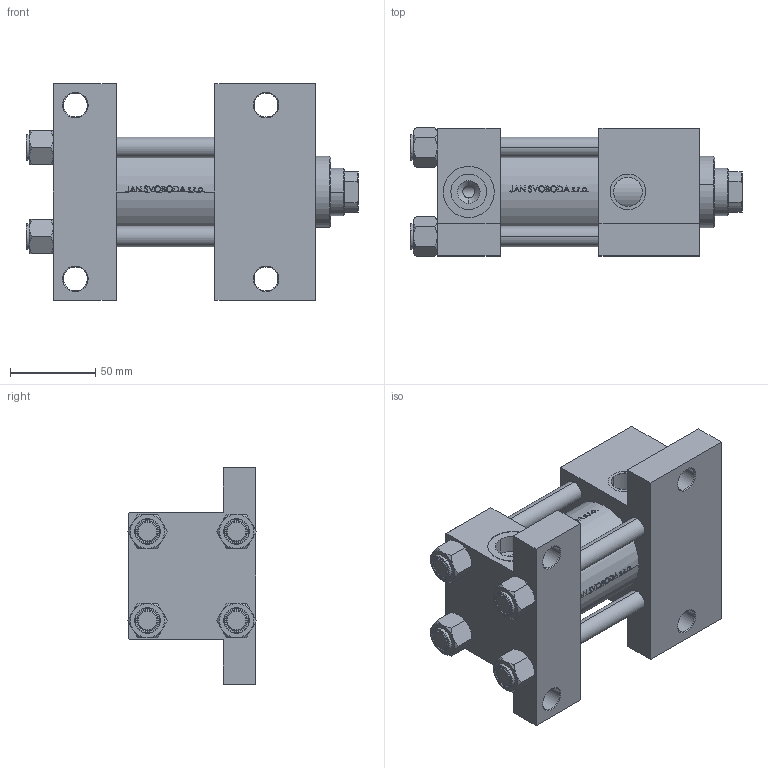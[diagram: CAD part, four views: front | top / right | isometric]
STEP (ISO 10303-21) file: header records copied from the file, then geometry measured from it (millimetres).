
FILE_DESCRIPTION (( 'STEP AP203' ), '1' );
FILE_NAME ('a2b9.STEP', '2022-06-13T12:16:04', ( '' ), ( '' ), 'SwSTEP 2.0', 'SolidWorks 2019', '' );
FILE_SCHEMA (( 'CONFIG_CONTROL_DESIGN' ));
Length unit declared in the file: millimetre
Products named in the file (6): V215CD_G_TYCINKA 321db7f3053b32e61389af53bf3aa063; V215CD_G_Body 321db7f3053b32e61389af53bf3aa063; V215CD_NUT_M5_G 321db7f3053b32e61389af53bf3aa063; V215CD_VC_G 321db7f3053b32e61389af53bf3aa063; V215CD_VCP_G 321db7f3053b32e61389af53bf3aa063; a2b9
Assembly tree (11 placements, depth 2):
  a2b9
    V215CD_G_Body 321db7f3053b32e61389af53bf3aa063
    V215CD_VC_G 321db7f3053b32e61389af53bf3aa063
    V215CD_VCP_G 321db7f3053b32e61389af53bf3aa063
    V215CD_G_TYCINKA 321db7f3053b32e61389af53bf3aa063  x4
    V215CD_NUT_M5_G 321db7f3053b32e61389af53bf3aa063  x4
Bounding box: 195 x 75.54 x 127 mm (x, y, z)
Volume: 763583.6 mm3; surface area: 163418.8 mm2
Topology: 11 solids, 11 shells, 1087 faces, 2746 edges, 1763 vertices
Faces by surface type: plane 430, bspline 380, cone 144, cylinder 125, torus 8
Entity records: 47406 total; most frequent: CARTESIAN_POINT 25865, ORIENTED_EDGE 4984, DIRECTION 3032, EDGE_CURVE 2492, VERTEX_POINT 1619, LINE 1292, VECTOR 1292, EDGE_LOOP 1069
